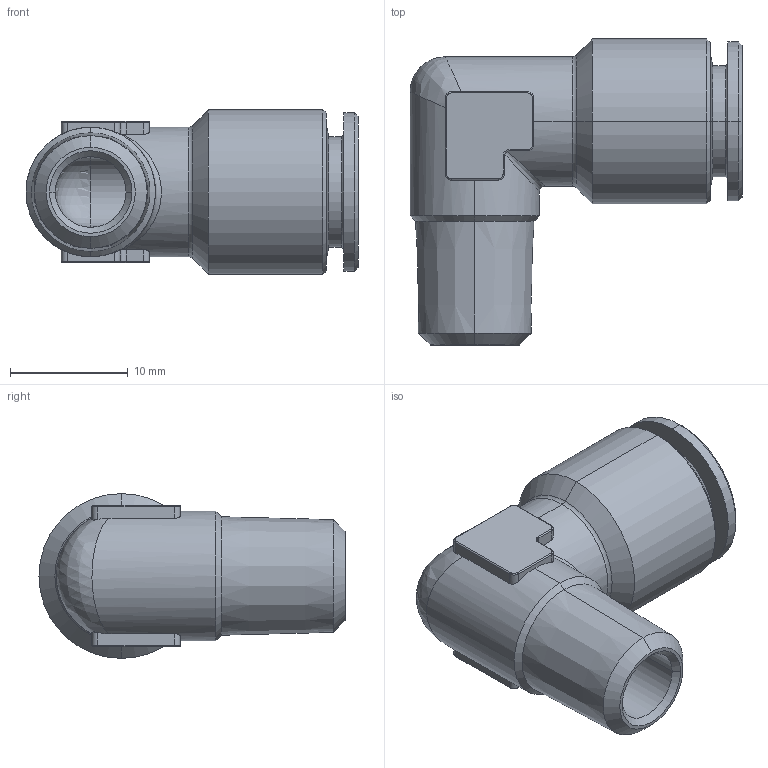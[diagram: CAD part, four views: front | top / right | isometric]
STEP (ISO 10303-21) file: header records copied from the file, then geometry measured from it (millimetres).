
FILE_DESCRIPTION (( 'STEP AP203' ), '1' );
FILE_NAME ('A0040041.STEP', '2009-01-30T16:10:07', ( 'UT1' ), ( 'sopra-pneumatic' ), 'SwSTEP 2.0', 'SolidWorks 2008', '' );
FILE_SCHEMA (( 'CONFIG_CONTROL_DESIGN' ));
Length unit declared in the file: millimetre
Products named in the file (1): A0040041
Bounding box: 28.2 x 26 x 14 mm (x, y, z)
Volume: 2874.1 mm3; surface area: 2711.4 mm2
Topology: 1 solids, 1 shells, 97 faces, 227 edges, 132 vertices
Faces by surface type: cylinder 40, cone 22, plane 18, torus 14, bspline 2, sphere 1
Entity records: 2989 total; most frequent: CARTESIAN_POINT 697, DIRECTION 496, ORIENTED_EDGE 450, EDGE_CURVE 225, AXIS2_PLACEMENT_3D 201, VERTEX_POINT 132, CIRCLE 105, EDGE_LOOP 101
